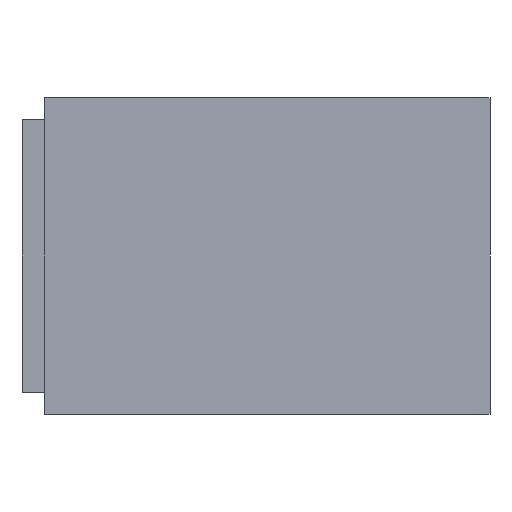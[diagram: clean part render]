
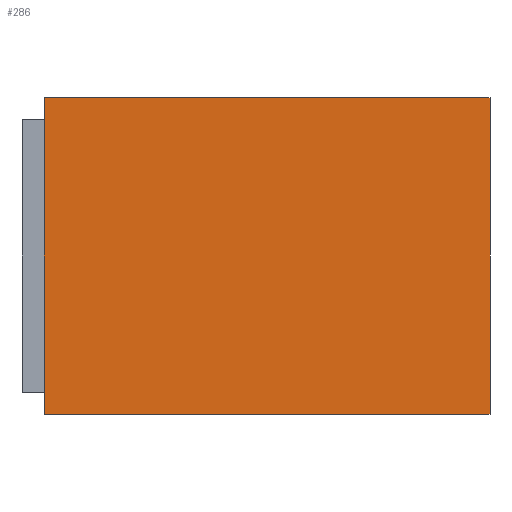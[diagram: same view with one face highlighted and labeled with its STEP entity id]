
A CAD part, front view. The second image highlights one B-rep face of the part: STEP entity #286.
In plain terms, the highlighted planar face has unit normal (0, -1, 0).
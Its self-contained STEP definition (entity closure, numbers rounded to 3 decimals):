
#28=FACE_OUTER_BOUND('',#46,.T.);
#46=EDGE_LOOP('',(#211,#212,#213,#214));
#59=LINE('',#418,#95);
#63=LINE('',#426,#99);
#66=LINE('',#432,#102);
#69=LINE('',#437,#105);
#95=VECTOR('',#341,10.);
#99=VECTOR('',#347,10.);
#102=VECTOR('',#352,10.);
#105=VECTOR('',#357,10.);
#131=VERTEX_POINT('',#416);
#132=VERTEX_POINT('',#417);
#135=VERTEX_POINT('',#425);
#137=VERTEX_POINT('',#431);
#155=EDGE_CURVE('',#131,#132,#59,.T.);
#159=EDGE_CURVE('',#132,#135,#63,.T.);
#162=EDGE_CURVE('',#135,#137,#66,.T.);
#165=EDGE_CURVE('',#137,#131,#69,.T.);
#211=ORIENTED_EDGE('',*,*,#165,.T.);
#212=ORIENTED_EDGE('',*,*,#155,.T.);
#213=ORIENTED_EDGE('',*,*,#159,.T.);
#214=ORIENTED_EDGE('',*,*,#162,.T.);
#268=PLANE('',#321);
#286=ADVANCED_FACE('',(#28),#268,.F.);
#321=AXIS2_PLACEMENT_3D('',#440,#361,#362);
#341=DIRECTION('',(0.,0.,-1.));
#347=DIRECTION('',(1.,0.,0.));
#352=DIRECTION('',(0.,0.,1.));
#357=DIRECTION('',(-1.,0.,0.));
#361=DIRECTION('center_axis',(0.,1.,0.));
#362=DIRECTION('ref_axis',(1.,0.,0.));
#416=CARTESIAN_POINT('',(-32.75,0.,21.36));
#417=CARTESIAN_POINT('',(-32.75,0.,-21.36));
#418=CARTESIAN_POINT('',(-32.75,0.,21.36));
#425=CARTESIAN_POINT('',(27.51,0.,-21.36));
#426=CARTESIAN_POINT('',(-32.75,0.,-21.36));
#431=CARTESIAN_POINT('',(27.51,0.,21.36));
#432=CARTESIAN_POINT('',(27.51,0.,-21.36));
#437=CARTESIAN_POINT('',(27.51,0.,21.36));
#440=CARTESIAN_POINT('Origin',(-2.62,0.,0.));
